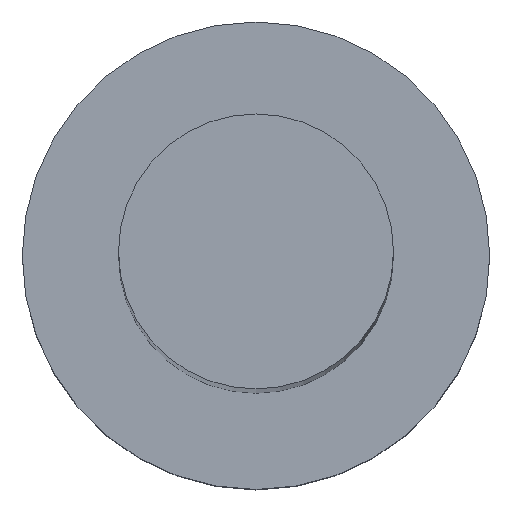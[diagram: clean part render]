
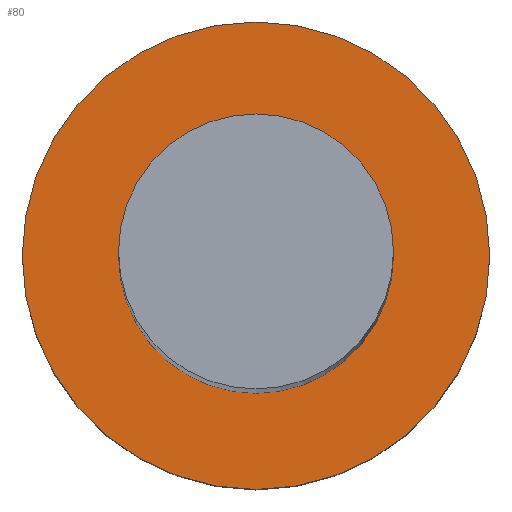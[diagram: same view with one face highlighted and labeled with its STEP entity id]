
A CAD part, top view. The second image highlights one B-rep face of the part: STEP entity #80.
In plain terms, the highlighted planar face has unit normal (0, 0, 1).
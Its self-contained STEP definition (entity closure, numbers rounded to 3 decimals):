
#80=ADVANCED_FACE('',(#141,#143),#145,.T.);
#141=FACE_BOUND('',#142,.T.);
#142=EDGE_LOOP('',(#180));
#143=FACE_BOUND('',#144,.T.);
#144=EDGE_LOOP('',(#181));
#145=PLANE('',#146);
#146=AXIS2_PLACEMENT_3D('',#147,#148,#149);
#147=CARTESIAN_POINT('',(0.,0.,0.5));
#148=DIRECTION('',(0.,0.,1.));
#149=DIRECTION('',(-1.,0.,0.));
#180=ORIENTED_EDGE('',*,*,#191,.T.);
#181=ORIENTED_EDGE('',*,*,#190,.F.);
#190=EDGE_CURVE('',#199,#199,#200,.F.);
#191=EDGE_CURVE('',#201,#201,#202,.T.);
#199=VERTEX_POINT('',#220);
#200=CIRCLE('',#221,0.5);
#201=VERTEX_POINT('',#225);
#202=CIRCLE('',#226,0.85);
#220=CARTESIAN_POINT('',(0.,0.5,0.5));
#221=AXIS2_PLACEMENT_3D('',#222,#223,#224);
#222=CARTESIAN_POINT('',(0.,0.,0.5));
#223=DIRECTION('',(-0.,-0.,-1.));
#224=DIRECTION('',(0.,1.,0.));
#225=CARTESIAN_POINT('',(-0.85,0.,0.5));
#226=AXIS2_PLACEMENT_3D('',#227,#228,#229);
#227=CARTESIAN_POINT('',(0.,0.,0.5));
#228=DIRECTION('',(0.,0.,1.));
#229=DIRECTION('',(-1.,0.,0.));
